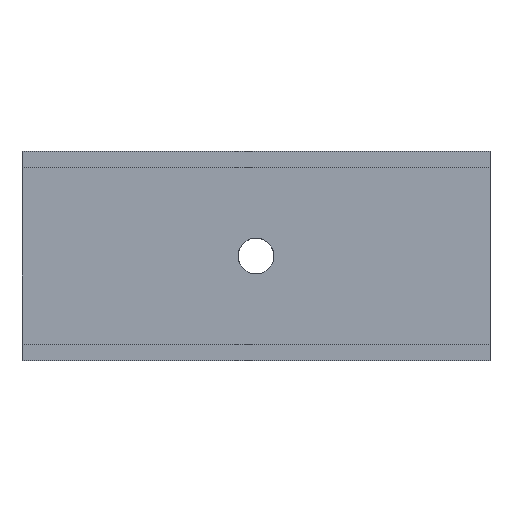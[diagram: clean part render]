
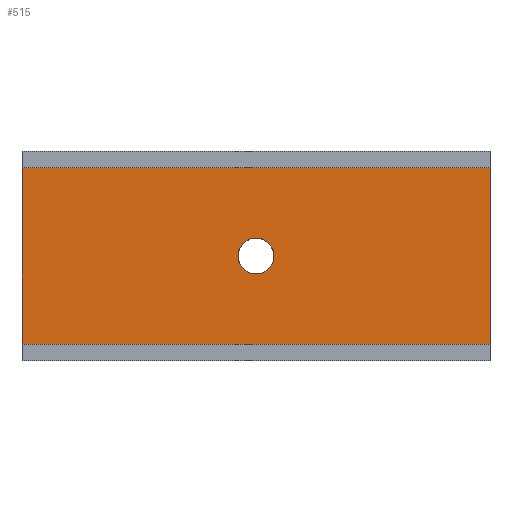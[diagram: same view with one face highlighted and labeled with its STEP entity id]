
A CAD part, top view. The second image highlights one B-rep face of the part: STEP entity #515.
In plain terms, the highlighted planar face has unit normal (0, 0, 1).
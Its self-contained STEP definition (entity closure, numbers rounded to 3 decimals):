
#70=AXIS2_PLACEMENT_3D('Circle Axis2P3D',#68,#69,$) ;
#96=AXIS2_PLACEMENT_3D('Circle Axis2P3D',#94,#95,$) ;
#503=AXIS2_PLACEMENT_3D('Plane Axis2P3D',#500,#501,#502) ;
#42=CARTESIAN_POINT('Vertex',(-3.25,115.072,0.)) ;
#65=CARTESIAN_POINT('Vertex',(3.25,115.072,0.)) ;
#68=CARTESIAN_POINT('Axis2P3D Location',(0.,115.072,0.)) ;
#94=CARTESIAN_POINT('Axis2P3D Location',(0.,115.072,0.)) ;
#175=CARTESIAN_POINT('Vertex',(-42.5,99.072,0.)) ;
#178=CARTESIAN_POINT('Line Origine',(-42.5,115.072,0.)) ;
#182=CARTESIAN_POINT('Vertex',(-42.5,131.072,0.)) ;
#329=CARTESIAN_POINT('Line Origine',(0.,99.072,0.)) ;
#333=CARTESIAN_POINT('Vertex',(42.5,99.072,0.)) ;
#360=CARTESIAN_POINT('Line Origine',(0.,131.072,0.)) ;
#364=CARTESIAN_POINT('Vertex',(42.5,131.072,0.)) ;
#468=CARTESIAN_POINT('Line Origine',(42.5,115.072,0.)) ;
#500=CARTESIAN_POINT('Axis2P3D Location',(0.,99.072,0.)) ;
#69=DIRECTION('Axis2P3D Direction',(0.,0.,-1.)) ;
#95=DIRECTION('Axis2P3D Direction',(0.,0.,-1.)) ;
#179=DIRECTION('Vector Direction',(0.,1.,0.)) ;
#330=DIRECTION('Vector Direction',(1.,0.,0.)) ;
#361=DIRECTION('Vector Direction',(1.,0.,0.)) ;
#469=DIRECTION('Vector Direction',(0.,1.,0.)) ;
#501=DIRECTION('Axis2P3D Direction',(0.,0.,-1.)) ;
#502=DIRECTION('Axis2P3D XDirection',(0.,1.,0.)) ;
#180=VECTOR('Line Direction',#179,1.) ;
#331=VECTOR('Line Direction',#330,1.) ;
#362=VECTOR('Line Direction',#361,1.) ;
#470=VECTOR('Line Direction',#469,1.) ;
#506=ORIENTED_EDGE('',*,*,#366,.F.) ;
#507=ORIENTED_EDGE('',*,*,#184,.T.) ;
#508=ORIENTED_EDGE('',*,*,#335,.T.) ;
#509=ORIENTED_EDGE('',*,*,#472,.F.) ;
#512=ORIENTED_EDGE('',*,*,#72,.T.) ;
#513=ORIENTED_EDGE('',*,*,#98,.T.) ;
#514=FACE_BOUND('',#511,.T.) ;
#515=ADVANCED_FACE('Adapter_vorne_(2x)_wenn_moeglich_schwarz',(#510,#514),#504,.F.) ;
#71=CIRCLE('generated circle',#70,3.25) ;
#97=CIRCLE('generated circle',#96,3.25) ;
#72=EDGE_CURVE('',#43,#66,#71,.T.) ;
#98=EDGE_CURVE('',#66,#43,#97,.T.) ;
#184=EDGE_CURVE('',#183,#176,#181,.F.) ;
#335=EDGE_CURVE('',#176,#334,#332,.T.) ;
#366=EDGE_CURVE('',#183,#365,#363,.T.) ;
#472=EDGE_CURVE('',#365,#334,#471,.F.) ;
#505=EDGE_LOOP('',(#506,#507,#508,#509)) ;
#511=EDGE_LOOP('',(#512,#513)) ;
#510=FACE_OUTER_BOUND('',#505,.T.) ;
#181=LINE('Line',#178,#180) ;
#332=LINE('Line',#329,#331) ;
#363=LINE('Line',#360,#362) ;
#471=LINE('Line',#468,#470) ;
#504=PLANE('',#503) ;
#43=VERTEX_POINT('',#42) ;
#66=VERTEX_POINT('',#65) ;
#176=VERTEX_POINT('',#175) ;
#183=VERTEX_POINT('',#182) ;
#334=VERTEX_POINT('',#333) ;
#365=VERTEX_POINT('',#364) ;
